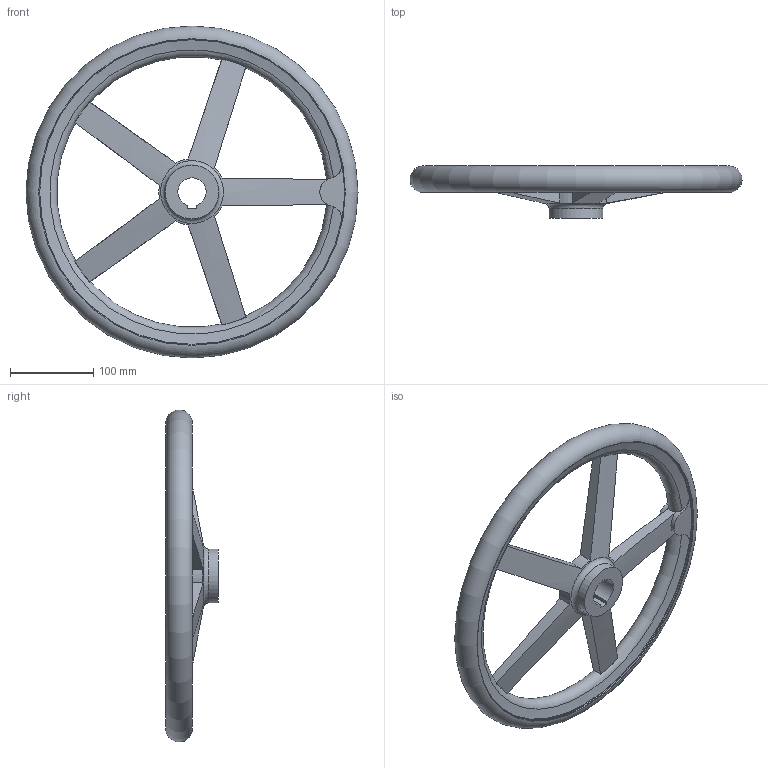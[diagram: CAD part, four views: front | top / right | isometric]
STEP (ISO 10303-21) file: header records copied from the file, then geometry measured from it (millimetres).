
FILE_DESCRIPTION( ( 'STEP AP214' ), '1' );
FILE_NAME( 'K0160.1400X34.stp', '2020-11-26T09:58:31', ( '' ), ( '' ), ' ', 'PARTsolutions', ' ' );
FILE_SCHEMA( ( 'AUTOMOTIVE_DESIGN { 1 0 10303 214 1 1 1 1 }' ) );
Length unit declared in the file: millimetre
Products named in the file (1): _K0160.1400X34
Bounding box: 399.94 x 62.99 x 399.94 mm (x, y, z)
Volume: 1363506.4 mm3; surface area: 201319.9 mm2
Topology: 1 solids, 1 shells, 57 faces, 173 edges, 112 vertices
Faces by surface type: cylinder 18, torus 18, plane 17, cone 4
Full cylindrical faces by diameter (mm): 65 x2, 368 x2
Entity records: 2868 total; most frequent: CARTESIAN_POINT 983, ORIENTED_EDGE 312, DIRECTION 262, EDGE_CURVE 156, AXIS2_PLACEMENT_3D 116, VERTEX_POINT 109, EDGE_LOOP 76, FACE_OUTER_BOUND 68
